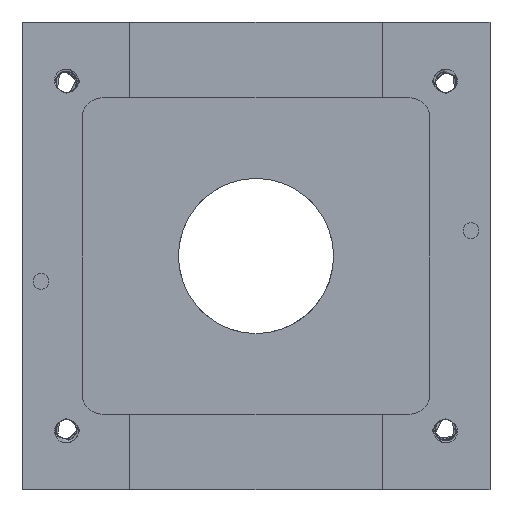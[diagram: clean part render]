
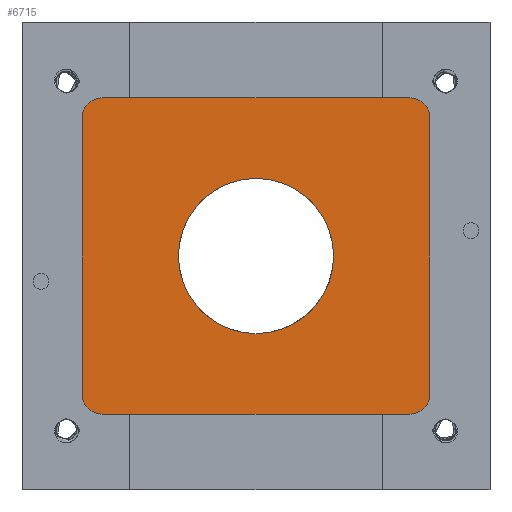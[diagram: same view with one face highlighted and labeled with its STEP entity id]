
A CAD part, front view. The second image highlights one B-rep face of the part: STEP entity #6715.
In plain terms, the highlighted planar face has unit normal (0, -1, 0).
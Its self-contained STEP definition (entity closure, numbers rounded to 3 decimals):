
#987 = EDGE_CURVE ( 'NONE', #15017, #9610, #7132, .T. ) ;
#1286 = ORIENTED_EDGE ( 'NONE', *, *, #10283, .T. ) ;
#1457 = DIRECTION ( 'NONE',  ( 0., -1., 0. ) ) ;
#1810 = DIRECTION ( 'NONE',  ( 0., 1., 0. ) ) ;
#2274 = AXIS2_PLACEMENT_3D ( 'NONE', #6416, #1457, #23556 ) ;
#2324 = DIRECTION ( 'NONE',  ( 0., 0., -1. ) ) ;
#2448 = ORIENTED_EDGE ( 'NONE', *, *, #13800, .T. ) ;
#2561 = VERTEX_POINT ( 'NONE', #24265 ) ;
#2687 = DIRECTION ( 'NONE',  ( 0., 0., -1. ) ) ;
#3411 = CARTESIAN_POINT ( 'NONE',  ( 24.325, 12., -21.825 ) ) ;
#3523 = CIRCLE ( 'NONE', #8654, 12.268 ) ;
#3873 = CARTESIAN_POINT ( 'NONE',  ( 0., 12., 0. ) ) ;
#3997 = VECTOR ( 'NONE', #13519, 1000. ) ;
#4039 = DIRECTION ( 'NONE',  ( 0., 0., -1. ) ) ;
#4042 = EDGE_LOOP ( 'NONE', ( #31025, #5111, #7571 ) ) ;
#4461 = DIRECTION ( 'NONE',  ( 0., 1., 0. ) ) ;
#5111 = ORIENTED_EDGE ( 'NONE', *, *, #7828, .T. ) ;
#5287 = CARTESIAN_POINT ( 'NONE',  ( -27.5, 12., -21.825 ) ) ;
#6348 = CIRCLE ( 'NONE', #2274, 3.175 ) ;
#6416 = CARTESIAN_POINT ( 'NONE',  ( -24.325, 12., -21.825 ) ) ;
#6715 = ADVANCED_FACE ( 'NONE', ( #12699, #12855 ), #20448, .T. ) ;
#6863 = ORIENTED_EDGE ( 'NONE', *, *, #19872, .T. ) ;
#7132 = LINE ( 'NONE', #29235, #20396 ) ;
#7571 = ORIENTED_EDGE ( 'NONE', *, *, #12348, .T. ) ;
#7597 = VERTEX_POINT ( 'NONE', #23548 ) ;
#7828 = EDGE_CURVE ( 'NONE', #7597, #24783, #3523, .T. ) ;
#8654 = AXIS2_PLACEMENT_3D ( 'NONE', #16264, #4461, #22920 ) ;
#8738 = VERTEX_POINT ( 'NONE', #27259 ) ;
#8855 = DIRECTION ( 'NONE',  ( 0., 0., -1. ) ) ;
#8863 = DIRECTION ( 'NONE',  ( 0., -1., 0. ) ) ;
#8876 = AXIS2_PLACEMENT_3D ( 'NONE', #16617, #1810, #8855 ) ;
#8933 = ORIENTED_EDGE ( 'NONE', *, *, #26938, .T. ) ;
#9346 = DIRECTION ( 'NONE',  ( 0., -1., 0. ) ) ;
#9377 = CARTESIAN_POINT ( 'NONE',  ( -24.325, 12., 25. ) ) ;
#9596 = LINE ( 'NONE', #31889, #12840 ) ;
#9610 = VERTEX_POINT ( 'NONE', #28585 ) ;
#9690 = CARTESIAN_POINT ( 'NONE',  ( 0., 12., 12.268 ) ) ;
#10023 = EDGE_CURVE ( 'NONE', #14541, #2561, #20475, .T. ) ;
#10283 = EDGE_CURVE ( 'NONE', #11310, #15556, #18660, .T. ) ;
#10593 = CIRCLE ( 'NONE', #28661, 3.175 ) ;
#11197 = ORIENTED_EDGE ( 'NONE', *, *, #987, .T. ) ;
#11310 = VERTEX_POINT ( 'NONE', #29613 ) ;
#11813 = AXIS2_PLACEMENT_3D ( 'NONE', #3411, #8863, #28089 ) ;
#12237 = EDGE_CURVE ( 'NONE', #8738, #7597, #20741, .T. ) ;
#12348 = EDGE_CURVE ( 'NONE', #24783, #8738, #20229, .T. ) ;
#12418 = CIRCLE ( 'NONE', #13955, 3.175 ) ;
#12699 = FACE_OUTER_BOUND ( 'NONE', #19783, .T. ) ;
#12840 = VECTOR ( 'NONE', #2687, 1000. ) ;
#12855 = FACE_BOUND ( 'NONE', #4042, .T. ) ;
#13519 = DIRECTION ( 'NONE',  ( -1., 0., 0. ) ) ;
#13800 = EDGE_CURVE ( 'NONE', #16044, #14541, #6348, .T. ) ;
#13955 = AXIS2_PLACEMENT_3D ( 'NONE', #20008, #16950, #2324 ) ;
#14541 = VERTEX_POINT ( 'NONE', #15132 ) ;
#14959 = CARTESIAN_POINT ( 'NONE',  ( 24.325, 12., 21.825 ) ) ;
#15017 = VERTEX_POINT ( 'NONE', #25305 ) ;
#15057 = AXIS2_PLACEMENT_3D ( 'NONE', #3873, #18528, #4039 ) ;
#15132 = CARTESIAN_POINT ( 'NONE',  ( -24.325, 12., -25. ) ) ;
#15556 = VERTEX_POINT ( 'NONE', #9377 ) ;
#15612 = DIRECTION ( 'NONE',  ( 1., 0., 0. ) ) ;
#15774 = CARTESIAN_POINT ( 'NONE',  ( 24.325, 12., 25. ) ) ;
#15901 = CIRCLE ( 'NONE', #11813, 3.175 ) ;
#16044 = VERTEX_POINT ( 'NONE', #5287 ) ;
#16264 = CARTESIAN_POINT ( 'NONE',  ( 0., 12., 0. ) ) ;
#16617 = CARTESIAN_POINT ( 'NONE',  ( 0., 12., 0. ) ) ;
#16620 = DIRECTION ( 'NONE',  ( 0., 0., -1. ) ) ;
#16950 = DIRECTION ( 'NONE',  ( 0., -1., 0. ) ) ;
#17378 = AXIS2_PLACEMENT_3D ( 'NONE', #14959, #30294, #22734 ) ;
#18402 = VECTOR ( 'NONE', #15612, 1000. ) ;
#18528 = DIRECTION ( 'NONE',  ( 0., 1., 0. ) ) ;
#18660 = LINE ( 'NONE', #15774, #3997 ) ;
#19532 = DIRECTION ( 'NONE',  ( 0., 0., 1. ) ) ;
#19783 = EDGE_LOOP ( 'NONE', ( #30657, #1286, #6863, #8933, #2448, #23030, #24459, #11197 ) ) ;
#19872 = EDGE_CURVE ( 'NONE', #15556, #30865, #12418, .T. ) ;
#20008 = CARTESIAN_POINT ( 'NONE',  ( -24.325, 12., 21.825 ) ) ;
#20229 = CIRCLE ( 'NONE', #8876, 12.268 ) ;
#20396 = VECTOR ( 'NONE', #19532, 1000. ) ;
#20448 = PLANE ( 'NONE',  #17378 ) ;
#20475 = LINE ( 'NONE', #30319, #18402 ) ;
#20741 = CIRCLE ( 'NONE', #15057, 12.268 ) ;
#22734 = DIRECTION ( 'NONE',  ( 0., 0., -1. ) ) ;
#22920 = DIRECTION ( 'NONE',  ( 0., 0., -1. ) ) ;
#23011 = EDGE_CURVE ( 'NONE', #9610, #11310, #10593, .T. ) ;
#23030 = ORIENTED_EDGE ( 'NONE', *, *, #10023, .T. ) ;
#23548 = CARTESIAN_POINT ( 'NONE',  ( 0., 12., -12.268 ) ) ;
#23556 = DIRECTION ( 'NONE',  ( 0., 0., -1. ) ) ;
#24077 = CARTESIAN_POINT ( 'NONE',  ( 24.325, 12., 21.825 ) ) ;
#24119 = CARTESIAN_POINT ( 'NONE',  ( -27.5, 12., 21.825 ) ) ;
#24265 = CARTESIAN_POINT ( 'NONE',  ( 24.325, 12., -25. ) ) ;
#24459 = ORIENTED_EDGE ( 'NONE', *, *, #26169, .T. ) ;
#24783 = VERTEX_POINT ( 'NONE', #9690 ) ;
#25305 = CARTESIAN_POINT ( 'NONE',  ( 27.5, 12., -21.825 ) ) ;
#26169 = EDGE_CURVE ( 'NONE', #2561, #15017, #15901, .T. ) ;
#26938 = EDGE_CURVE ( 'NONE', #30865, #16044, #9596, .T. ) ;
#27259 = CARTESIAN_POINT ( 'NONE',  ( 12.268, 12., 0. ) ) ;
#28089 = DIRECTION ( 'NONE',  ( 0., 0., -1. ) ) ;
#28585 = CARTESIAN_POINT ( 'NONE',  ( 27.5, 12., 21.825 ) ) ;
#28661 = AXIS2_PLACEMENT_3D ( 'NONE', #24077, #9346, #16620 ) ;
#29235 = CARTESIAN_POINT ( 'NONE',  ( 27.5, 12., -21.825 ) ) ;
#29613 = CARTESIAN_POINT ( 'NONE',  ( 24.325, 12., 25. ) ) ;
#30294 = DIRECTION ( 'NONE',  ( 0., -1., 0. ) ) ;
#30319 = CARTESIAN_POINT ( 'NONE',  ( -24.325, 12., -25. ) ) ;
#30657 = ORIENTED_EDGE ( 'NONE', *, *, #23011, .T. ) ;
#30865 = VERTEX_POINT ( 'NONE', #24119 ) ;
#31025 = ORIENTED_EDGE ( 'NONE', *, *, #12237, .T. ) ;
#31889 = CARTESIAN_POINT ( 'NONE',  ( -27.5, 12., 21.825 ) ) ;
